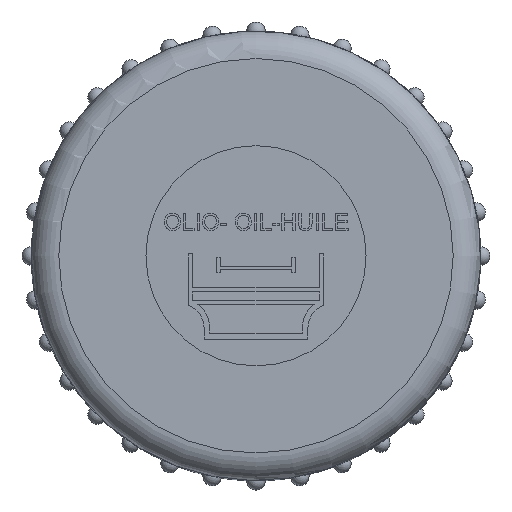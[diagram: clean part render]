
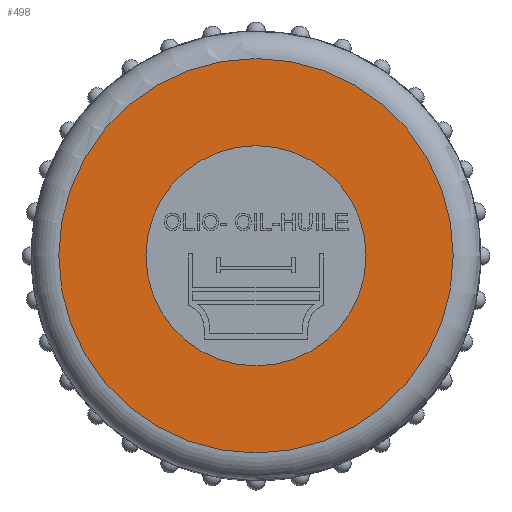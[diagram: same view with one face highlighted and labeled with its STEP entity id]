
A CAD part, top view. The second image highlights one B-rep face of the part: STEP entity #498.
In plain terms, the highlighted planar face has unit normal (0, 0, 1).
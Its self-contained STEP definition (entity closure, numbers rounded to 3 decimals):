
#498 = ADVANCED_FACE( '', ( #1164, #1165 ), #1166, .F. );
#1164 = FACE_OUTER_BOUND( '', #1996, .T. );
#1165 = FACE_BOUND( '', #1997, .T. );
#1166 = PLANE( '', #1998 );
#1996 = EDGE_LOOP( '', ( #3489 ) );
#1997 = EDGE_LOOP( '', ( #3490 ) );
#1998 = AXIS2_PLACEMENT_3D( '', #3491, #3492, #3493 );
#3489 = ORIENTED_EDGE( '', *, *, #5292, .T. );
#3490 = ORIENTED_EDGE( '', *, *, #5275, .F. );
#3491 = CARTESIAN_POINT( '', ( 24.5, 0., 37. ) );
#3492 = DIRECTION( '', ( 0., 0., -1. ) );
#3493 = DIRECTION( '', ( -1., 0., 0. ) );
#5275 = EDGE_CURVE( '', #6409, #6409, #6410, .T. );
#5292 = EDGE_CURVE( '', #6430, #6430, #6431, .F. );
#6409 = VERTEX_POINT( '', #8282 );
#6410 = CIRCLE( '', #8283, 12. );
#6430 = VERTEX_POINT( '', #8321 );
#6431 = CIRCLE( '', #8322, 21.5 );
#8282 = CARTESIAN_POINT( '', ( 12., 0., 37. ) );
#8283 = AXIS2_PLACEMENT_3D( '', #9710, #9711, #9712 );
#8321 = CARTESIAN_POINT( '', ( -21.5, 0., 37. ) );
#8322 = AXIS2_PLACEMENT_3D( '', #9727, #9728, #9729 );
#9710 = CARTESIAN_POINT( '', ( 0., 0., 37. ) );
#9711 = DIRECTION( '', ( 0., 0., 1. ) );
#9712 = DIRECTION( '', ( 1., 0., 0. ) );
#9727 = CARTESIAN_POINT( '', ( 0., 0., 37. ) );
#9728 = DIRECTION( '', ( 0., 0., -1. ) );
#9729 = DIRECTION( '', ( -1., 0., 0. ) );
